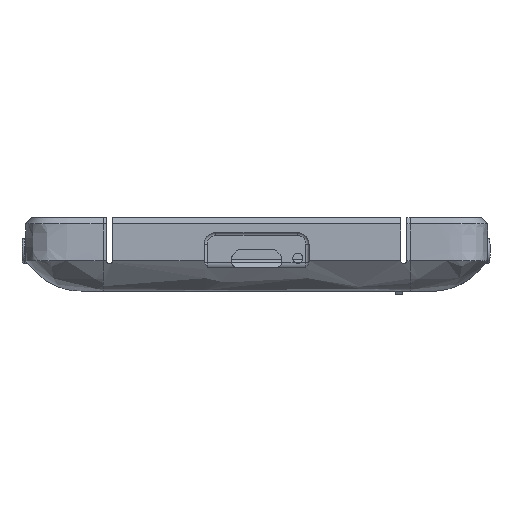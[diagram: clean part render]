
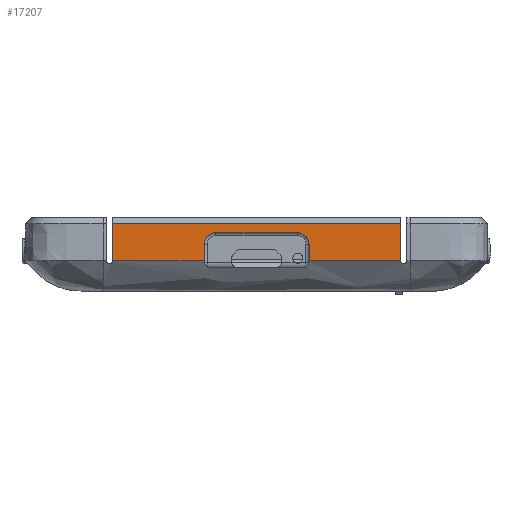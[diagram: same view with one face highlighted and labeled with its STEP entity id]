
A CAD part, front view. The second image highlights one B-rep face of the part: STEP entity #17207.
In plain terms, the highlighted planar face has unit normal (0, -1, 0).
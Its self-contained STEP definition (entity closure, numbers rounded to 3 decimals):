
#17129=AXIS2_PLACEMENT_3D('Plane Axis2P3D',#17126,#17127,#17128) ;
#17152=AXIS2_PLACEMENT_3D('Circle Axis2P3D',#17150,#17151,$) ;
#17166=AXIS2_PLACEMENT_3D('Circle Axis2P3D',#17164,#17165,$) ;
#6337=CARTESIAN_POINT('Vertex',(23.075,-143.65,-7.4)) ;
#11524=CARTESIAN_POINT('Vertex',(-23.075,-143.65,-7.4)) ;
#11566=CARTESIAN_POINT('Control Point',(23.075,-143.65,-7.4)) ;
#11567=CARTESIAN_POINT('Control Point',(20.14,-143.65,-7.4)) ;
#11568=CARTESIAN_POINT('Control Point',(17.205,-143.65,-7.4)) ;
#11569=CARTESIAN_POINT('Control Point',(14.27,-143.65,-7.4)) ;
#11570=CARTESIAN_POINT('Control Point',(11.335,-143.65,-7.4)) ;
#11571=CARTESIAN_POINT('Control Point',(8.4,-143.65,-7.4)) ;
#11572=CARTESIAN_POINT('Vertex',(8.4,-143.65,-7.4)) ;
#11624=CARTESIAN_POINT('Vertex',(-8.4,-143.65,-7.4)) ;
#11628=CARTESIAN_POINT('Control Point',(-8.4,-143.65,-7.4)) ;
#11629=CARTESIAN_POINT('Control Point',(-11.335,-143.65,-7.4)) ;
#11630=CARTESIAN_POINT('Control Point',(-14.27,-143.65,-7.4)) ;
#11631=CARTESIAN_POINT('Control Point',(-17.205,-143.65,-7.4)) ;
#11632=CARTESIAN_POINT('Control Point',(-20.14,-143.65,-7.4)) ;
#11633=CARTESIAN_POINT('Control Point',(-23.075,-143.65,-7.4)) ;
#17126=CARTESIAN_POINT('Axis2P3D Location',(-24.575,-143.65,-2.)) ;
#17143=CARTESIAN_POINT('Line Origine',(-8.4,-143.65,-6.065)) ;
#17147=CARTESIAN_POINT('Vertex',(-8.4,-143.65,-4.73)) ;
#17150=CARTESIAN_POINT('Axis2P3D Location',(-6.55,-143.65,-4.73)) ;
#17154=CARTESIAN_POINT('Vertex',(-6.55,-143.65,-2.88)) ;
#17157=CARTESIAN_POINT('Line Origine',(0.,-143.65,-2.88)) ;
#17161=CARTESIAN_POINT('Vertex',(6.55,-143.65,-2.88)) ;
#17164=CARTESIAN_POINT('Axis2P3D Location',(6.55,-143.65,-4.73)) ;
#17168=CARTESIAN_POINT('Vertex',(8.4,-143.65,-4.73)) ;
#17171=CARTESIAN_POINT('Line Origine',(8.4,-143.65,-6.065)) ;
#17176=CARTESIAN_POINT('Line Origine',(23.075,-143.65,-4.45)) ;
#17180=CARTESIAN_POINT('Vertex',(23.075,-143.65,-1.5)) ;
#17183=CARTESIAN_POINT('Line Origine',(0.,-143.65,-1.5)) ;
#17187=CARTESIAN_POINT('Vertex',(-23.075,-143.65,-1.5)) ;
#17190=CARTESIAN_POINT('Line Origine',(-23.075,-143.65,-4.45)) ;
#17127=DIRECTION('Axis2P3D Direction',(0.,-1.,0.)) ;
#17128=DIRECTION('Axis2P3D XDirection',(1.,0.,0.)) ;
#17144=DIRECTION('Vector Direction',(0.,0.,1.)) ;
#17151=DIRECTION('Axis2P3D Direction',(0.,-1.,0.)) ;
#17158=DIRECTION('Vector Direction',(-1.,0.,0.)) ;
#17165=DIRECTION('Axis2P3D Direction',(0.,-1.,0.)) ;
#17172=DIRECTION('Vector Direction',(0.,0.,1.)) ;
#17177=DIRECTION('Vector Direction',(0.,0.,1.)) ;
#17184=DIRECTION('Vector Direction',(-1.,0.,0.)) ;
#17191=DIRECTION('Vector Direction',(0.,0.,1.)) ;
#17145=VECTOR('Line Direction',#17144,1.) ;
#17159=VECTOR('Line Direction',#17158,1.) ;
#17173=VECTOR('Line Direction',#17172,1.) ;
#17178=VECTOR('Line Direction',#17177,1.) ;
#17185=VECTOR('Line Direction',#17184,1.) ;
#17192=VECTOR('Line Direction',#17191,1.) ;
#17196=ORIENTED_EDGE('',*,*,#11634,.T.) ;
#17197=ORIENTED_EDGE('',*,*,#17149,.T.) ;
#17198=ORIENTED_EDGE('',*,*,#17156,.T.) ;
#17199=ORIENTED_EDGE('',*,*,#17163,.T.) ;
#17200=ORIENTED_EDGE('',*,*,#17170,.T.) ;
#17201=ORIENTED_EDGE('',*,*,#17175,.T.) ;
#17202=ORIENTED_EDGE('',*,*,#11574,.T.) ;
#17203=ORIENTED_EDGE('',*,*,#17182,.T.) ;
#17204=ORIENTED_EDGE('',*,*,#17189,.F.) ;
#17205=ORIENTED_EDGE('',*,*,#17194,.F.) ;
#17207=ADVANCED_FACE('RP Cover',(#17206),#17130,.T.) ;
#11565=B_SPLINE_CURVE_WITH_KNOTS('',5,(#11566,#11567,#11568,#11569,#11570,#11571),.UNSPECIFIED.,.F.,.U.,(6,6),(1.5,16.175),.UNSPECIFIED.) ;
#11627=B_SPLINE_CURVE_WITH_KNOTS('',5,(#11628,#11629,#11630,#11631,#11632,#11633),.UNSPECIFIED.,.F.,.U.,(6,6),(32.975,47.65),.UNSPECIFIED.) ;
#17153=CIRCLE('generated circle',#17152,1.85) ;
#17167=CIRCLE('generated circle',#17166,1.85) ;
#11574=EDGE_CURVE('',#11573,#6338,#11565,.F.) ;
#11634=EDGE_CURVE('',#11525,#11625,#11627,.F.) ;
#17149=EDGE_CURVE('',#11625,#17148,#17146,.T.) ;
#17156=EDGE_CURVE('',#17148,#17155,#17153,.F.) ;
#17163=EDGE_CURVE('',#17155,#17162,#17160,.F.) ;
#17170=EDGE_CURVE('',#17162,#17169,#17167,.F.) ;
#17175=EDGE_CURVE('',#17169,#11573,#17174,.F.) ;
#17182=EDGE_CURVE('',#6338,#17181,#17179,.T.) ;
#17189=EDGE_CURVE('',#17188,#17181,#17186,.F.) ;
#17194=EDGE_CURVE('',#11525,#17188,#17193,.T.) ;
#17195=EDGE_LOOP('',(#17196,#17197,#17198,#17199,#17200,#17201,#17202,#17203,#17204,#17205)) ;
#17206=FACE_OUTER_BOUND('',#17195,.T.) ;
#17146=LINE('Line',#17143,#17145) ;
#17160=LINE('Line',#17157,#17159) ;
#17174=LINE('Line',#17171,#17173) ;
#17179=LINE('Line',#17176,#17178) ;
#17186=LINE('Line',#17183,#17185) ;
#17193=LINE('Line',#17190,#17192) ;
#17130=PLANE('Plane',#17129) ;
#6338=VERTEX_POINT('',#6337) ;
#11525=VERTEX_POINT('',#11524) ;
#11573=VERTEX_POINT('',#11572) ;
#11625=VERTEX_POINT('',#11624) ;
#17148=VERTEX_POINT('',#17147) ;
#17155=VERTEX_POINT('',#17154) ;
#17162=VERTEX_POINT('',#17161) ;
#17169=VERTEX_POINT('',#17168) ;
#17181=VERTEX_POINT('',#17180) ;
#17188=VERTEX_POINT('',#17187) ;
